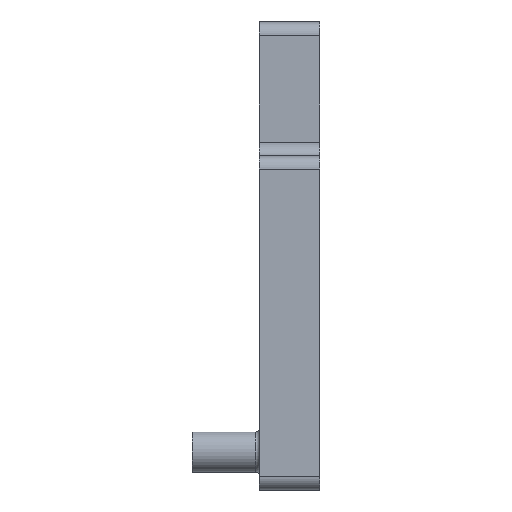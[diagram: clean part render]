
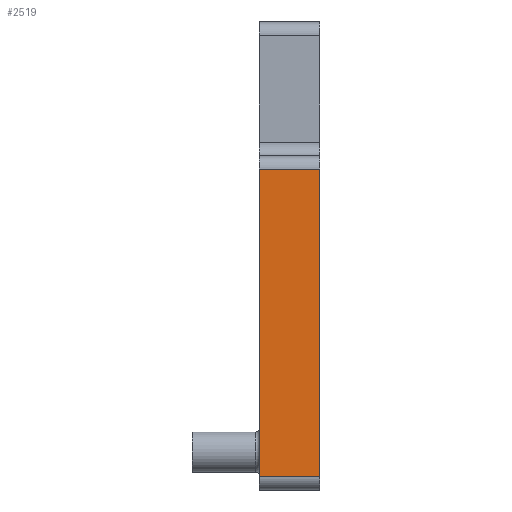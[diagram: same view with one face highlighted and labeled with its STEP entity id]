
A CAD part, left-side view. The second image highlights one B-rep face of the part: STEP entity #2519.
In plain terms, the highlighted planar face has unit normal (-1, 0, 0).
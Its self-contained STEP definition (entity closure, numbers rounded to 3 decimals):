
#134=PLANE('',#2756);
#275=FACE_OUTER_BOUND('',#447,.T.);
#447=EDGE_LOOP('',(#2009,#2010,#2011,#2012));
#585=LINE('',#3623,#825);
#654=LINE('',#4096,#894);
#677=LINE('',#4167,#917);
#678=LINE('',#4168,#918);
#825=VECTOR('',#2973,1000.);
#894=VECTOR('',#3122,1000.);
#917=VECTOR('',#3185,1000.);
#918=VECTOR('',#3186,1000.);
#1169=VERTEX_POINT('',#3620);
#1170=VERTEX_POINT('',#3622);
#1259=VERTEX_POINT('',#4093);
#1260=VERTEX_POINT('',#4095);
#1427=EDGE_CURVE('',#1170,#1169,#585,.T.);
#1533=EDGE_CURVE('',#1259,#1260,#654,.T.);
#1571=EDGE_CURVE('',#1169,#1260,#677,.T.);
#1572=EDGE_CURVE('',#1259,#1170,#678,.T.);
#2009=ORIENTED_EDGE('',*,*,#1427,.T.);
#2010=ORIENTED_EDGE('',*,*,#1571,.T.);
#2011=ORIENTED_EDGE('',*,*,#1533,.F.);
#2012=ORIENTED_EDGE('',*,*,#1572,.T.);
#2519=ADVANCED_FACE('',(#275),#134,.F.);
#2756=AXIS2_PLACEMENT_3D('',#4166,#3183,#3184);
#2973=DIRECTION('',(0.,0.,1.));
#3122=DIRECTION('',(0.,0.,1.));
#3183=DIRECTION('center_axis',(1.,0.,0.));
#3184=DIRECTION('ref_axis',(0.,0.,-1.));
#3185=DIRECTION('',(0.,1.,0.));
#3186=DIRECTION('',(0.,-1.,0.));
#3620=CARTESIAN_POINT('',(-13.5,0.,-22.));
#3622=CARTESIAN_POINT('',(-13.5,0.,-68.));
#3623=CARTESIAN_POINT('',(-13.5,0.,-70.));
#4093=CARTESIAN_POINT('',(-13.5,9.,-68.));
#4095=CARTESIAN_POINT('',(-13.5,9.,-22.));
#4096=CARTESIAN_POINT('',(-13.5,9.,-70.));
#4166=CARTESIAN_POINT('Origin',(-13.5,9.,-70.));
#4167=CARTESIAN_POINT('',(-13.5,9.,-22.));
#4168=CARTESIAN_POINT('',(-13.5,9.,-68.));
